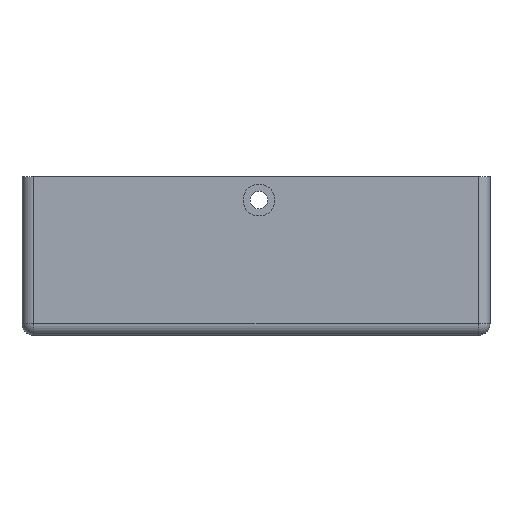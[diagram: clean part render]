
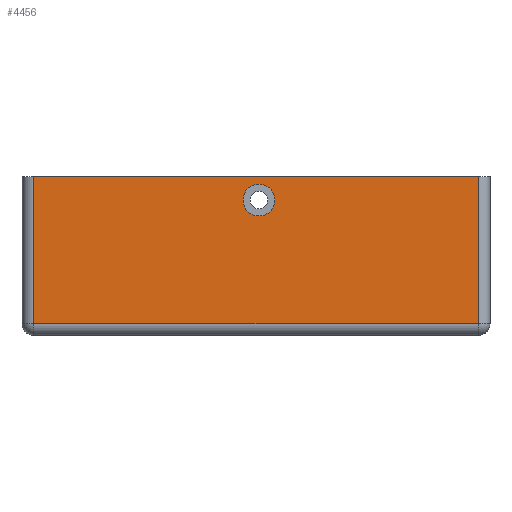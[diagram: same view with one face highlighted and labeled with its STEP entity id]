
A CAD part, front view. The second image highlights one B-rep face of the part: STEP entity #4456.
In plain terms, the highlighted planar face has unit normal (0, -1, 0).
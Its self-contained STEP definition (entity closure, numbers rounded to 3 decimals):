
#329 = PLANE('',#330);
#330 = AXIS2_PLACEMENT_3D('',#331,#332,#333);
#331 = CARTESIAN_POINT('',(-50.05,-70.5,25.));
#332 = DIRECTION('',(0.,0.,1.));
#333 = DIRECTION('',(1.,0.,0.));
#722 = VERTEX_POINT('',#723);
#723 = CARTESIAN_POINT('',(-50.05,-72.5,25.));
#738 = CYLINDRICAL_SURFACE('',#739,2.);
#739 = AXIS2_PLACEMENT_3D('',#740,#741,#742);
#740 = CARTESIAN_POINT('',(-50.05,-70.5,0.));
#741 = DIRECTION('',(0.,0.,1.));
#742 = DIRECTION('',(0.,1.,0.));
#750 = EDGE_CURVE('',#722,#751,#753,.T.);
#751 = VERTEX_POINT('',#752);
#752 = CARTESIAN_POINT('',(25.45,-72.5,25.));
#753 = SURFACE_CURVE('',#754,(#758,#765),.PCURVE_S1.);
#754 = LINE('',#755,#756);
#755 = CARTESIAN_POINT('',(-50.05,-72.5,25.));
#756 = VECTOR('',#757,1.);
#757 = DIRECTION('',(1.,0.,0.));
#758 = PCURVE('',#329,#759);
#759 = DEFINITIONAL_REPRESENTATION('',(#760),#764);
#760 = LINE('',#761,#762);
#761 = CARTESIAN_POINT('',(0.,-2.));
#762 = VECTOR('',#763,1.);
#763 = DIRECTION('',(1.,0.));
#764 = ( GEOMETRIC_REPRESENTATION_CONTEXT(2) 
PARAMETRIC_REPRESENTATION_CONTEXT() REPRESENTATION_CONTEXT('2D SPACE',''
  ) );
#765 = PCURVE('',#766,#771);
#766 = PLANE('',#767);
#767 = AXIS2_PLACEMENT_3D('',#768,#769,#770);
#768 = CARTESIAN_POINT('',(-50.05,-72.5,0.));
#769 = DIRECTION('',(0.,1.,0.));
#770 = DIRECTION('',(0.,0.,1.));
#771 = DEFINITIONAL_REPRESENTATION('',(#772),#776);
#772 = LINE('',#773,#774);
#773 = CARTESIAN_POINT('',(25.,0.));
#774 = VECTOR('',#775,1.);
#775 = DIRECTION('',(0.,1.));
#776 = ( GEOMETRIC_REPRESENTATION_CONTEXT(2) 
PARAMETRIC_REPRESENTATION_CONTEXT() REPRESENTATION_CONTEXT('2D SPACE',''
  ) );
#799 = CYLINDRICAL_SURFACE('',#800,2.);
#800 = AXIS2_PLACEMENT_3D('',#801,#802,#803);
#801 = CARTESIAN_POINT('',(25.45,-70.5,0.));
#802 = DIRECTION('',(0.,0.,1.));
#803 = DIRECTION('',(0.,1.,0.));
#4390 = EDGE_CURVE('',#4391,#722,#4393,.T.);
#4391 = VERTEX_POINT('',#4392);
#4392 = CARTESIAN_POINT('',(-50.05,-72.5,0.));
#4393 = SURFACE_CURVE('',#4394,(#4398,#4405),.PCURVE_S1.);
#4394 = LINE('',#4395,#4396);
#4395 = CARTESIAN_POINT('',(-50.05,-72.5,0.));
#4396 = VECTOR('',#4397,1.);
#4397 = DIRECTION('',(0.,0.,1.));
#4398 = PCURVE('',#738,#4399);
#4399 = DEFINITIONAL_REPRESENTATION('',(#4400),#4404);
#4400 = LINE('',#4401,#4402);
#4401 = CARTESIAN_POINT('',(3.142,0.));
#4402 = VECTOR('',#4403,1.);
#4403 = DIRECTION('',(0.,1.));
#4404 = ( GEOMETRIC_REPRESENTATION_CONTEXT(2) 
PARAMETRIC_REPRESENTATION_CONTEXT() REPRESENTATION_CONTEXT('2D SPACE',''
  ) );
#4405 = PCURVE('',#766,#4406);
#4406 = DEFINITIONAL_REPRESENTATION('',(#4407),#4411);
#4407 = LINE('',#4408,#4409);
#4408 = CARTESIAN_POINT('',(0.,0.));
#4409 = VECTOR('',#4410,1.);
#4410 = DIRECTION('',(1.,0.));
#4411 = ( GEOMETRIC_REPRESENTATION_CONTEXT(2) 
PARAMETRIC_REPRESENTATION_CONTEXT() REPRESENTATION_CONTEXT('2D SPACE',''
  ) );
#4456 = ADVANCED_FACE('',(#4457,#4510),#766,.F.);
#4457 = FACE_BOUND('',#4458,.F.);
#4458 = EDGE_LOOP('',(#4459,#4487,#4488,#4489));
#4459 = ORIENTED_EDGE('',*,*,#4460,.F.);
#4460 = EDGE_CURVE('',#4391,#4461,#4463,.T.);
#4461 = VERTEX_POINT('',#4462);
#4462 = CARTESIAN_POINT('',(25.45,-72.5,0.));
#4463 = SURFACE_CURVE('',#4464,(#4468,#4475),.PCURVE_S1.);
#4464 = LINE('',#4465,#4466);
#4465 = CARTESIAN_POINT('',(-50.05,-72.5,0.));
#4466 = VECTOR('',#4467,1.);
#4467 = DIRECTION('',(1.,0.,0.));
#4468 = PCURVE('',#766,#4469);
#4469 = DEFINITIONAL_REPRESENTATION('',(#4470),#4474);
#4470 = LINE('',#4471,#4472);
#4471 = CARTESIAN_POINT('',(0.,0.));
#4472 = VECTOR('',#4473,1.);
#4473 = DIRECTION('',(0.,1.));
#4474 = ( GEOMETRIC_REPRESENTATION_CONTEXT(2) 
PARAMETRIC_REPRESENTATION_CONTEXT() REPRESENTATION_CONTEXT('2D SPACE',''
  ) );
#4475 = PCURVE('',#4476,#4481);
#4476 = CYLINDRICAL_SURFACE('',#4477,2.);
#4477 = AXIS2_PLACEMENT_3D('',#4478,#4479,#4480);
#4478 = CARTESIAN_POINT('',(-50.05,-70.5,0.));
#4479 = DIRECTION('',(1.,0.,0.));
#4480 = DIRECTION('',(0.,0.,1.));
#4481 = DEFINITIONAL_REPRESENTATION('',(#4482),#4486);
#4482 = LINE('',#4483,#4484);
#4483 = CARTESIAN_POINT('',(1.571,0.));
#4484 = VECTOR('',#4485,1.);
#4485 = DIRECTION('',(0.,1.));
#4486 = ( GEOMETRIC_REPRESENTATION_CONTEXT(2) 
PARAMETRIC_REPRESENTATION_CONTEXT() REPRESENTATION_CONTEXT('2D SPACE',''
  ) );
#4487 = ORIENTED_EDGE('',*,*,#4390,.T.);
#4488 = ORIENTED_EDGE('',*,*,#750,.T.);
#4489 = ORIENTED_EDGE('',*,*,#4490,.F.);
#4490 = EDGE_CURVE('',#4461,#751,#4491,.T.);
#4491 = SURFACE_CURVE('',#4492,(#4496,#4503),.PCURVE_S1.);
#4492 = LINE('',#4493,#4494);
#4493 = CARTESIAN_POINT('',(25.45,-72.5,0.));
#4494 = VECTOR('',#4495,1.);
#4495 = DIRECTION('',(0.,0.,1.));
#4496 = PCURVE('',#766,#4497);
#4497 = DEFINITIONAL_REPRESENTATION('',(#4498),#4502);
#4498 = LINE('',#4499,#4500);
#4499 = CARTESIAN_POINT('',(0.,75.5));
#4500 = VECTOR('',#4501,1.);
#4501 = DIRECTION('',(1.,0.));
#4502 = ( GEOMETRIC_REPRESENTATION_CONTEXT(2) 
PARAMETRIC_REPRESENTATION_CONTEXT() REPRESENTATION_CONTEXT('2D SPACE',''
  ) );
#4503 = PCURVE('',#799,#4504);
#4504 = DEFINITIONAL_REPRESENTATION('',(#4505),#4509);
#4505 = LINE('',#4506,#4507);
#4506 = CARTESIAN_POINT('',(-3.142,0.));
#4507 = VECTOR('',#4508,1.);
#4508 = DIRECTION('',(-0.,1.));
#4509 = ( GEOMETRIC_REPRESENTATION_CONTEXT(2) 
PARAMETRIC_REPRESENTATION_CONTEXT() REPRESENTATION_CONTEXT('2D SPACE',''
  ) );
#4510 = FACE_BOUND('',#4511,.F.);
#4511 = EDGE_LOOP('',(#4512));
#4512 = ORIENTED_EDGE('',*,*,#4513,.T.);
#4513 = EDGE_CURVE('',#4514,#4514,#4516,.T.);
#4514 = VERTEX_POINT('',#4515);
#4515 = CARTESIAN_POINT('',(-14.5,-72.5,21.));
#4516 = SURFACE_CURVE('',#4517,(#4522,#4533),.PCURVE_S1.);
#4517 = CIRCLE('',#4518,2.7);
#4518 = AXIS2_PLACEMENT_3D('',#4519,#4520,#4521);
#4519 = CARTESIAN_POINT('',(-11.8,-72.5,21.));
#4520 = DIRECTION('',(0.,-1.,0.));
#4521 = DIRECTION('',(-1.,0.,0.));
#4522 = PCURVE('',#766,#4523);
#4523 = DEFINITIONAL_REPRESENTATION('',(#4524),#4532);
#4524 = ( BOUNDED_CURVE() B_SPLINE_CURVE(2,(#4525,#4526,#4527,#4528,
#4529,#4530,#4531),.UNSPECIFIED.,.T.,.F.) B_SPLINE_CURVE_WITH_KNOTS((1,2
    ,2,2,2,1),(-2.094,0.,2.094,4.189,
6.283,8.378),.UNSPECIFIED.) CURVE() 
GEOMETRIC_REPRESENTATION_ITEM() RATIONAL_B_SPLINE_CURVE((1.,0.5,1.,0.5,
1.,0.5,1.)) REPRESENTATION_ITEM('') );
#4525 = CARTESIAN_POINT('',(21.,35.55));
#4526 = CARTESIAN_POINT('',(16.323,35.55));
#4527 = CARTESIAN_POINT('',(18.662,39.6));
#4528 = CARTESIAN_POINT('',(21.,43.65));
#4529 = CARTESIAN_POINT('',(23.338,39.6));
#4530 = CARTESIAN_POINT('',(25.677,35.55));
#4531 = CARTESIAN_POINT('',(21.,35.55));
#4532 = ( GEOMETRIC_REPRESENTATION_CONTEXT(2) 
PARAMETRIC_REPRESENTATION_CONTEXT() REPRESENTATION_CONTEXT('2D SPACE',''
  ) );
#4533 = PCURVE('',#4534,#4539);
#4534 = CYLINDRICAL_SURFACE('',#4535,2.7);
#4535 = AXIS2_PLACEMENT_3D('',#4536,#4537,#4538);
#4536 = CARTESIAN_POINT('',(-11.8,-70.,21.));
#4537 = DIRECTION('',(0.,-1.,0.));
#4538 = DIRECTION('',(-1.,0.,0.));
#4539 = DEFINITIONAL_REPRESENTATION('',(#4540),#4544);
#4540 = LINE('',#4541,#4542);
#4541 = CARTESIAN_POINT('',(-6.283,2.5));
#4542 = VECTOR('',#4543,1.);
#4543 = DIRECTION('',(1.,-0.));
#4544 = ( GEOMETRIC_REPRESENTATION_CONTEXT(2) 
PARAMETRIC_REPRESENTATION_CONTEXT() REPRESENTATION_CONTEXT('2D SPACE',''
  ) );
